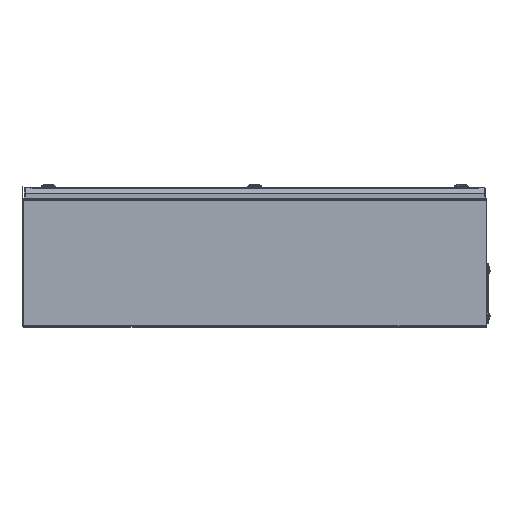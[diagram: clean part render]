
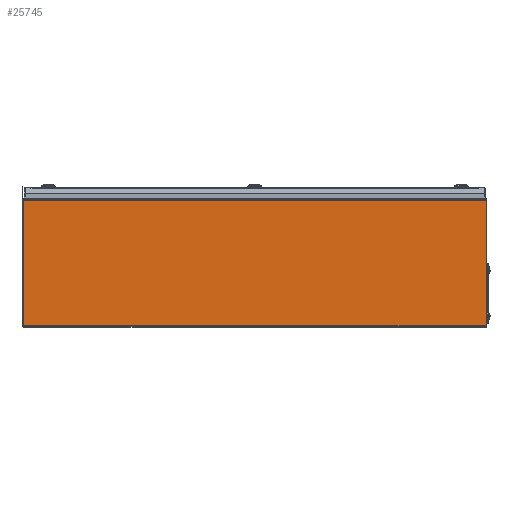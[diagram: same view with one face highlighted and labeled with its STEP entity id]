
A CAD part, left-side view. The second image highlights one B-rep face of the part: STEP entity #25745.
In plain terms, the highlighted planar face has unit normal (-1, 0, 0).
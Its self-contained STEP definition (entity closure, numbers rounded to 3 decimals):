
#863 = CARTESIAN_POINT ( 'NONE',  ( -506.583, 88.78, 1. ) ) ;
#2850 = ORIENTED_EDGE ( 'NONE', *, *, #33559, .T. ) ;
#3914 = ORIENTED_EDGE ( 'NONE', *, *, #11966, .T. ) ;
#3922 = ORIENTED_EDGE ( 'NONE', *, *, #25636, .F. ) ;
#4032 = LINE ( 'NONE', #36962, #19067 ) ;
#4170 = CARTESIAN_POINT ( 'NONE',  ( -506.583, 89.056, 1. ) ) ;
#4286 = CARTESIAN_POINT ( 'NONE',  ( -506.583, 89.056, 272.2 ) ) ;
#6134 = DIRECTION ( 'NONE',  ( 0., 1., 0. ) ) ;
#7121 = DIRECTION ( 'NONE',  ( 1., 0., 0. ) ) ;
#7606 = EDGE_CURVE ( 'NONE', #28801, #39723, #9328, .T. ) ;
#9022 = VECTOR ( 'NONE', #13742, 1000. ) ;
#9127 = DIRECTION ( 'NONE',  ( 0., 1., 0. ) ) ;
#9328 = LINE ( 'NONE', #31079, #13894 ) ;
#11966 = EDGE_CURVE ( 'NONE', #39723, #36111, #21458, .T. ) ;
#12800 = PLANE ( 'NONE',  #16588 ) ;
#12910 = VERTEX_POINT ( 'NONE', #35364 ) ;
#12994 = DIRECTION ( 'NONE',  ( 0., 0., -1. ) ) ;
#13241 = CARTESIAN_POINT ( 'NONE',  ( -506.583, -908.668, 1. ) ) ;
#13548 = VECTOR ( 'NONE', #22041, 1000. ) ;
#13742 = DIRECTION ( 'NONE',  ( 0., 1., 0. ) ) ;
#13894 = VECTOR ( 'NONE', #15780, 1000. ) ;
#14286 = VERTEX_POINT ( 'NONE', #26230 ) ;
#14309 = EDGE_CURVE ( 'NONE', #14286, #28801, #22995, .T. ) ;
#15780 = DIRECTION ( 'NONE',  ( 0., 0., -1. ) ) ;
#16588 = AXIS2_PLACEMENT_3D ( 'NONE', #19026, #7121, #12994 ) ;
#18170 = ORIENTED_EDGE ( 'NONE', *, *, #14309, .T. ) ;
#18251 = CARTESIAN_POINT ( 'NONE',  ( -506.583, -908.944, 1. ) ) ;
#19026 = CARTESIAN_POINT ( 'NONE',  ( -506.583, 89.056, 272.2 ) ) ;
#19067 = VECTOR ( 'NONE', #19538, 1000. ) ;
#19538 = DIRECTION ( 'NONE',  ( 0., 0., 1. ) ) ;
#19939 = ORIENTED_EDGE ( 'NONE', *, *, #7606, .T. ) ;
#21048 = EDGE_LOOP ( 'NONE', ( #3922, #2850, #18170, #19939, #3914, #32592 ) ) ;
#21458 = LINE ( 'NONE', #18251, #13548 ) ;
#22041 = DIRECTION ( 'NONE',  ( 0., -1., 0. ) ) ;
#22822 = FACE_OUTER_BOUND ( 'NONE', #21048, .T. ) ;
#22995 = LINE ( 'NONE', #4286, #9022 ) ;
#24212 = VECTOR ( 'NONE', #9127, 1000. ) ;
#24444 = LINE ( 'NONE', #36761, #24212 ) ;
#25636 = EDGE_CURVE ( 'NONE', #12910, #30865, #33763, .T. ) ;
#25745 = ADVANCED_FACE ( 'NONE', ( #22822 ), #12800, .F. ) ;
#26230 = CARTESIAN_POINT ( 'NONE',  ( -506.583, -908.944, 272.2 ) ) ;
#27697 = CARTESIAN_POINT ( 'NONE',  ( -506.583, 89.056, 1. ) ) ;
#28801 = VERTEX_POINT ( 'NONE', #30857 ) ;
#30857 = CARTESIAN_POINT ( 'NONE',  ( -506.583, 89.056, 272.2 ) ) ;
#30865 = VERTEX_POINT ( 'NONE', #13241 ) ;
#31079 = CARTESIAN_POINT ( 'NONE',  ( -506.583, 89.056, 272.2 ) ) ;
#32036 = VECTOR ( 'NONE', #6134, 1000. ) ;
#32592 = ORIENTED_EDGE ( 'NONE', *, *, #33405, .F. ) ;
#33405 = EDGE_CURVE ( 'NONE', #30865, #36111, #24444, .T. ) ;
#33559 = EDGE_CURVE ( 'NONE', #12910, #14286, #4032, .T. ) ;
#33763 = LINE ( 'NONE', #27697, #32036 ) ;
#35364 = CARTESIAN_POINT ( 'NONE',  ( -506.583, -908.944, 1. ) ) ;
#36111 = VERTEX_POINT ( 'NONE', #863 ) ;
#36761 = CARTESIAN_POINT ( 'NONE',  ( -506.583, 89.056, 1. ) ) ;
#36962 = CARTESIAN_POINT ( 'NONE',  ( -506.583, -908.944, 272.2 ) ) ;
#39723 = VERTEX_POINT ( 'NONE', #4170 ) ;
